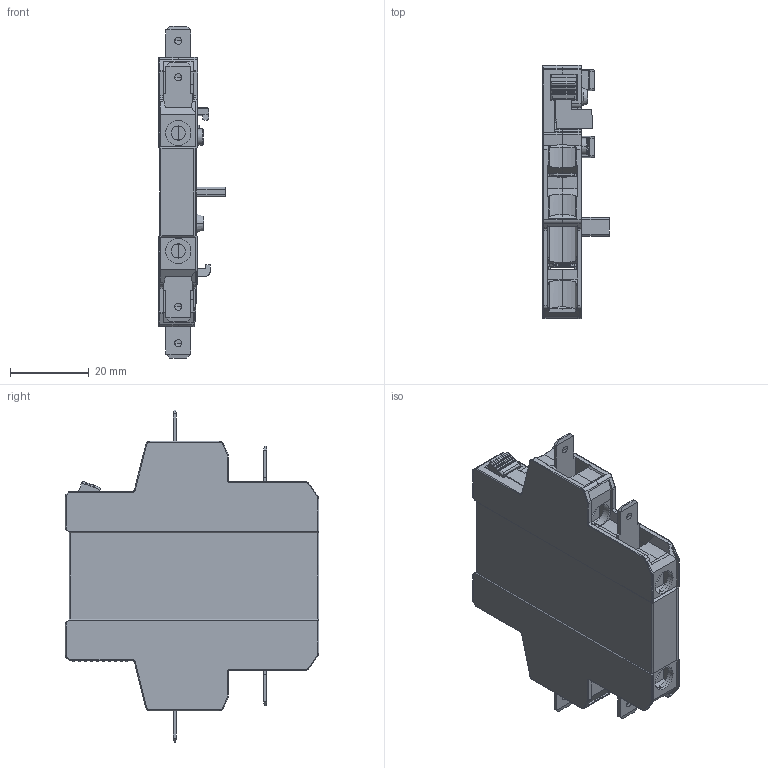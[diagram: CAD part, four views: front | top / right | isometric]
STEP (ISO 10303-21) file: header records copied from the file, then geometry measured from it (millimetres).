
FILE_DESCRIPTION((''),'2;1');
FILE_NAME('AXFC11','2017-02-14T',('2214'),(''),'PRO/ENGINEER BY PARAMETRIC TECHNOLOGY CORPORATION, 2011080','PRO/ENGINEER BY PARAMETRIC TECHNOLOGY CORPORATION, 2011080','');
FILE_SCHEMA(('CONFIG_CONTROL_DESIGN','SHAPE_APPEARANCE_LAYERS_GROUPS'));
Length unit declared in the file: millimetre
Products named in the file (1): AXFC11
Bounding box: 17 x 64.5 x 84.5 mm (x, y, z)
Volume: 1687.1 mm3; surface area: 29188.5 mm2
Topology: 7 solids, 9 shells, 1786 faces, 4825 edges, 3104 vertices
Faces by surface type: plane 1044, cylinder 584, torus 96, sphere 36, bspline 18, cone 8
Entity records: 56950 total; most frequent: CARTESIAN_POINT 11448, ORIENTED_EDGE 9546, DIRECTION 9412, EDGE_CURVE 4789, VECTOR 3292, LINE 3292, VERTEX_POINT 3104, AXIS2_PLACEMENT_3D 3060
